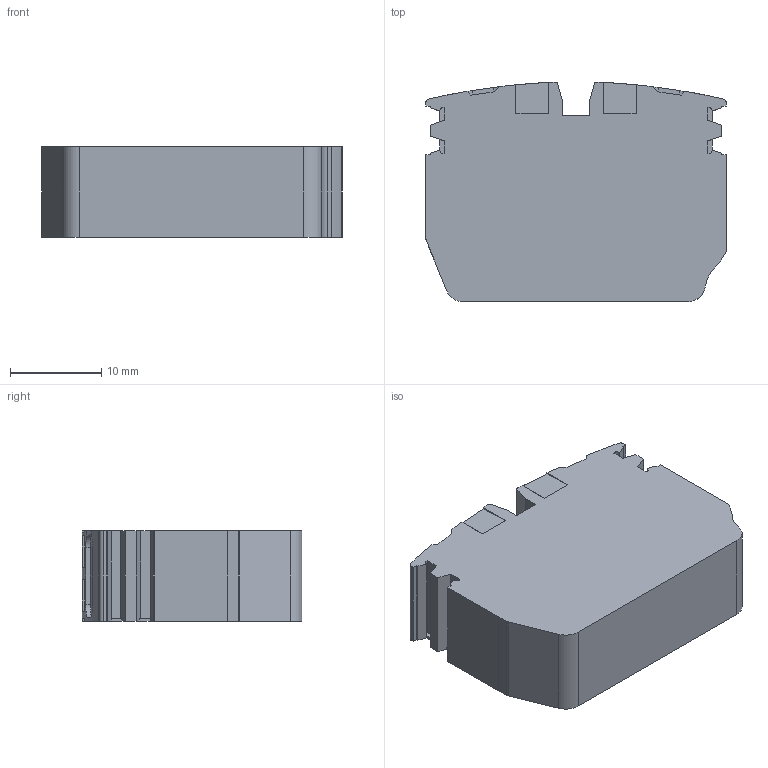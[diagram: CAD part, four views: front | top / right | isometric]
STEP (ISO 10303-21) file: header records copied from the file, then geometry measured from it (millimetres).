
FILE_DESCRIPTION (( 'STEP AP214' ), '1' );
FILE_NAME ('306480_MYPK 2,5 C_Beige.STP', '2014-10-09T10:16:04', ( '' ), ( '' ), 'SwSTEP 2.0', 'SolidWorks 2014', '' );
FILE_SCHEMA (( 'AUTOMOTIVE_DESIGN' ));
Length unit declared in the file: millimetre
Products named in the file (1): 306480_MYPK 2,5 C_Beige
Bounding box: 33 x 24.11 x 9.95 mm (x, y, z)
Volume: 7002.9 mm3; surface area: 2944.7 mm2
Topology: 1 solids, 1 shells, 129 faces, 365 edges, 242 vertices
Faces by surface type: plane 99, cylinder 30
Entity records: 4327 total; most frequent: CARTESIAN_POINT 935, ORIENTED_EDGE 730, DIRECTION 665, EDGE_CURVE 365, VECTOR 277, LINE 277, VERTEX_POINT 242, AXIS2_PLACEMENT_3D 194
